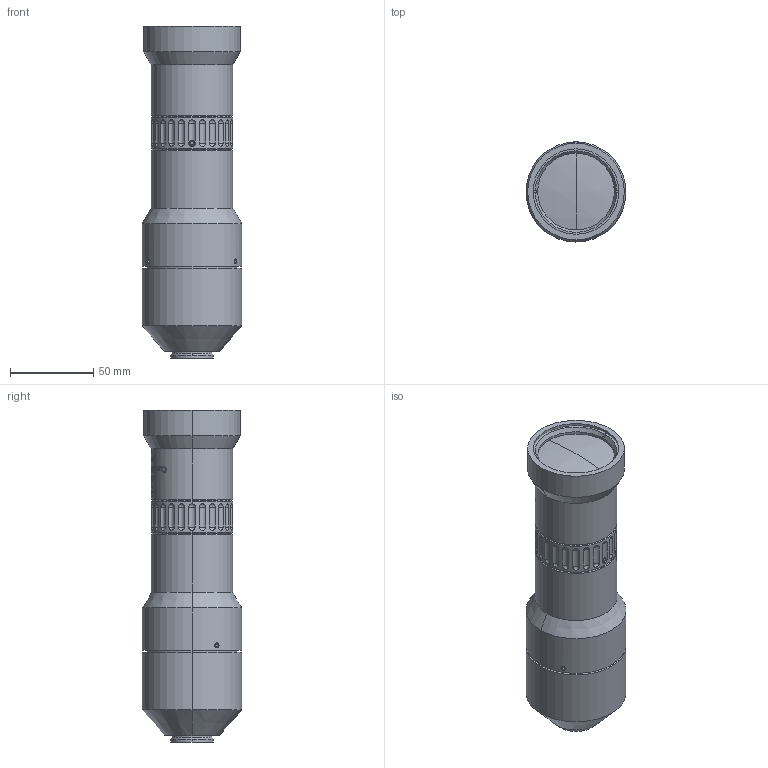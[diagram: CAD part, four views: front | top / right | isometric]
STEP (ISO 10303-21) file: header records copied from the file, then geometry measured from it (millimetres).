
FILE_DESCRIPTION (( 'STEP AP203' ), '1' );
FILE_NAME ('S5LPJ7201_01.STEP', '2022-02-23T09:42:18', ( '' ), ( '' ), 'SwSTEP 2.0', 'SolidWorks 2021', '' );
FILE_SCHEMA (( 'CONFIG_CONTROL_DESIGN' ));
Length unit declared in the file: millimetre
Products named in the file (11): DIN 913 - M3 x 3-N_DIN 913 - M3 x 3-N; 558303_S5LPJ7201; S5LPJ7201_01; 558305_mit R„ndel; DIN EN ISO 2009 - M2 x 10 - 10N_DIN EN ISO 2009 - M2 x 10 - 10N; 558304; 593002; S5LDX7200; DIN 913 - M3 x 4-N_DIN 913 - M3 x 4-N; 079809; 558307
Assembly tree (19 placements, depth 2):
  S5LPJ7201_01
    S5LDX7200  x2
    593002
    079809
    558303_S5LPJ7201
    558304
    558305_mit R„ndel
    558307  x2
    DIN 913 - M3 x 3-N_DIN 913 - M3 x 3-N  x3
    DIN 913 - M3 x 4-N_DIN 913 - M3 x 4-N  x4
    DIN EN ISO 2009 - M2 x 10 - 10N_DIN EN ISO 2009 - M2 x 10 - 10N  x3
Bounding box: 60 x 60 x 199.22 mm (x, y, z)
Volume: 179006.6 mm3; surface area: 95750.9 mm2
Topology: 19 solids, 19 shells, 1093 faces, 2786 edges, 1783 vertices
Faces by surface type: bspline 332, plane 308, cylinder 251, cone 116, sphere 56, torus 30
Entity records: 64944 total; most frequent: CARTESIAN_POINT 43187, ORIENTED_EDGE 4788, DIRECTION 3182, EDGE_CURVE 2394, VERTEX_POINT 1552, AXIS2_PLACEMENT_3D 1268, B_SPLINE_CURVE_WITH_KNOTS 1132, EDGE_LOOP 1094
